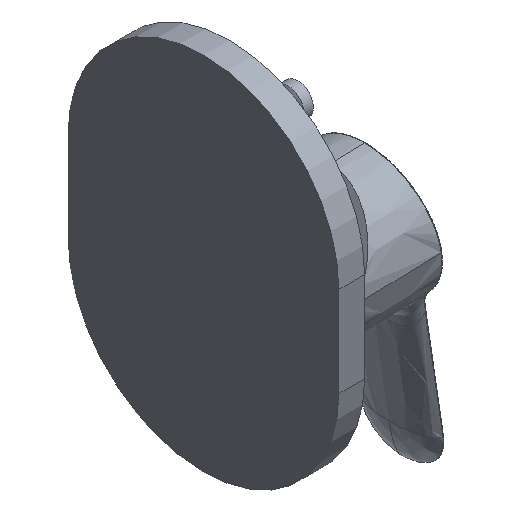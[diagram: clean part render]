
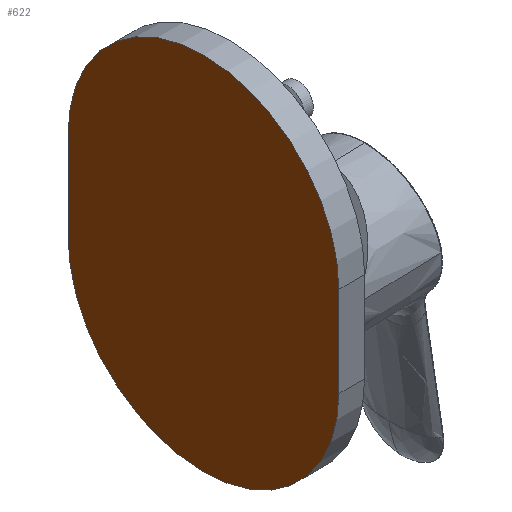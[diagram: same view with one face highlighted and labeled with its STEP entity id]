
A CAD part, isometric view. The second image highlights one B-rep face of the part: STEP entity #622.
In plain terms, the highlighted planar face has unit normal (-1, 0, 0).
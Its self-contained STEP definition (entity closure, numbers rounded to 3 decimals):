
#134=CIRCLE('',#728,52.5);
#136=CIRCLE('',#732,52.5);
#177=ORIENTED_EDGE('',*,*,#324,.T.);
#178=ORIENTED_EDGE('',*,*,#328,.T.);
#179=ORIENTED_EDGE('',*,*,#331,.T.);
#180=ORIENTED_EDGE('',*,*,#333,.T.);
#324=EDGE_CURVE('',#417,#416,#479,.T.);
#328=EDGE_CURVE('',#416,#419,#134,.T.);
#331=EDGE_CURVE('',#419,#421,#484,.T.);
#333=EDGE_CURVE('',#421,#417,#136,.T.);
#416=VERTEX_POINT('',#884);
#417=VERTEX_POINT('',#886);
#419=VERTEX_POINT('',#892);
#421=VERTEX_POINT('',#898);
#479=LINE('',#885,#492);
#484=LINE('',#899,#497);
#492=VECTOR('',#777,1000.);
#497=VECTOR('',#790,1000.);
#507=EDGE_LOOP('',(#177,#178,#179,#180));
#560=FACE_BOUND('',#507,.T.);
#611=PLANE('',#733);
#622=ADVANCED_FACE('',(#560),#611,.T.);
#728=AXIS2_PLACEMENT_3D('',#893,#784,#785);
#732=AXIS2_PLACEMENT_3D('',#902,#795,#796);
#733=AXIS2_PLACEMENT_3D('',#903,#797,#798);
#777=DIRECTION('',(0.,0.,1.));
#784=DIRECTION('',(-1.,0.,0.));
#785=DIRECTION('',(0.,-1.,0.));
#790=DIRECTION('',(0.,0.,-1.));
#795=DIRECTION('',(-1.,0.,0.));
#796=DIRECTION('',(0.,1.,0.));
#797=DIRECTION('',(-1.,0.,0.));
#798=DIRECTION('',(0.,-1.,0.));
#884=CARTESIAN_POINT('',(59.003,-52.5,44.));
#885=CARTESIAN_POINT('',(59.003,-52.5,44.));
#886=CARTESIAN_POINT('',(59.003,-52.5,9.));
#892=CARTESIAN_POINT('',(59.003,52.5,44.));
#893=CARTESIAN_POINT('',(59.003,0.,44.));
#898=CARTESIAN_POINT('',(59.003,52.5,9.));
#899=CARTESIAN_POINT('',(59.003,52.5,9.));
#902=CARTESIAN_POINT('',(59.003,0.,9.));
#903=CARTESIAN_POINT('',(59.003,0.,44.));
